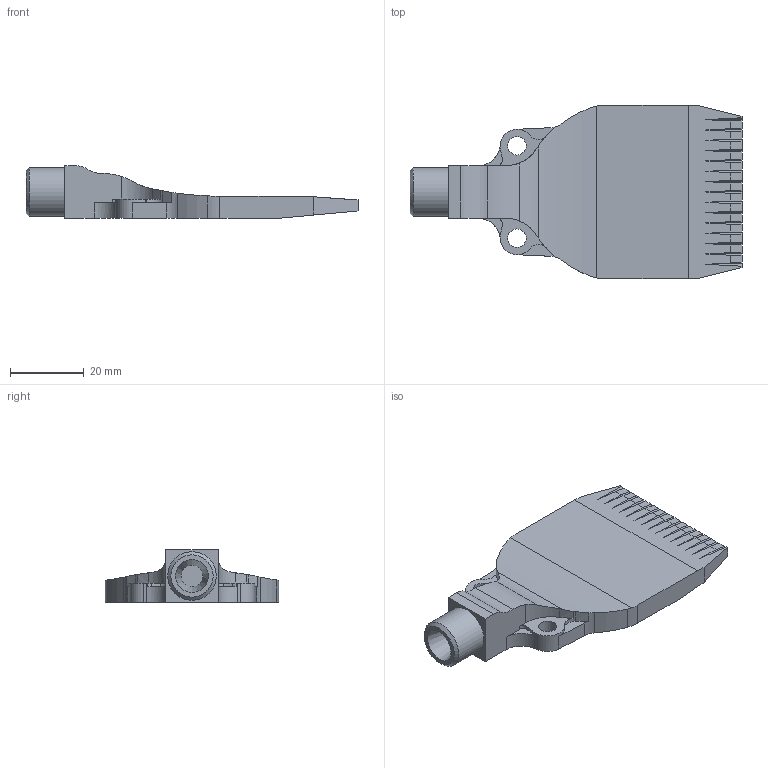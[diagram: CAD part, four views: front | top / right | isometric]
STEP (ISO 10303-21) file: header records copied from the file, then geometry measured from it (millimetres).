
FILE_DESCRIPTION(/* description */ ('STEP AP203'),/* implementation_level */ '2;1');
FILE_NAME(/* name */ 'LECHLER_60013056AC',/* time_stamp */ '2025-11-13T14:38:24+01:00',/* author */ ('License CC BY-ND 4.0'),/* organization */ ('CADENAS'),/* preprocessor_version */ 'ST-DEVELOPER v20',/* originating_system */ 'PARTsolutions',/* authorisation */ ' ');
FILE_SCHEMA (('CONFIG_CONTROL_DESIGN'));
Length unit declared in the file: millimetre
Products named in the file (1): LECHLER_60013056AC
Bounding box: 90 x 47 x 14.2 mm (x, y, z)
Volume: 19518.1 mm3; surface area: 8989.1 mm2
Topology: 1 solids, 1 shells, 178 faces, 480 edges, 320 vertices
Faces by surface type: plane 129, cylinder 47, cone 2
Full cylindrical faces by diameter (mm): 1 x14, 5 x2, 5.8 x1, 13.157 x1
Entity records: 5483 total; most frequent: CARTESIAN_POINT 1011, ORIENTED_EDGE 916, DIRECTION 886, EDGE_CURVE 458, LINE 352, VECTOR 352, VERTEX_POINT 318, AXIS2_PLACEMENT_3D 267
